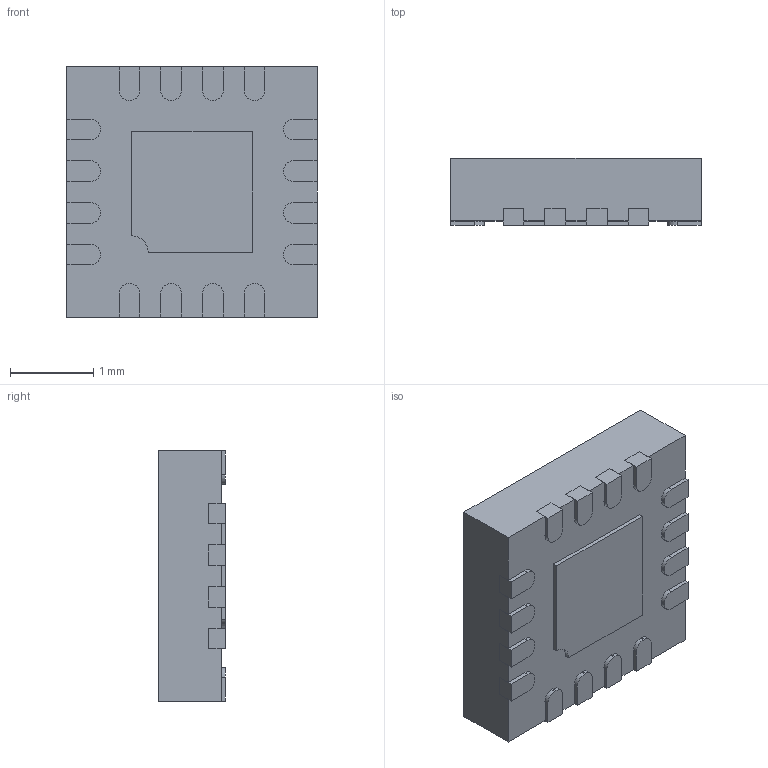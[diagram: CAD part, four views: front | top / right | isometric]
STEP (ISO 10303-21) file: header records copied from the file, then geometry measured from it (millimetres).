
FILE_DESCRIPTION (( 'STEP AP214' ), '1' );
FILE_NAME ('LT3482IUD#PBF.STEP', '2022-08-06T09:28:40', ( '' ), ( '' ), 'SwSTEP 2.0', 'SolidWorks 2017', '' );
FILE_SCHEMA (( 'AUTOMOTIVE_DESIGN' ));
Length unit declared in the file: millimetre
Products named in the file (1): LT3482IUD#PBF
Bounding box: 3 x 0.8 x 3 mm (x, y, z)
Volume: 6.9 mm3; surface area: 41.9 mm2
Topology: 19 solids, 19 shells, 248 faces, 624 edges, 416 vertices
Faces by surface type: plane 180, cylinder 68
Full cylindrical faces by diameter (mm): 0.25 x2
Entity records: 7590 total; most frequent: CARTESIAN_POINT 1287, DIRECTION 1256, ORIENTED_EDGE 1244, EDGE_CURVE 622, VECTOR 486, LINE 486, VERTEX_POINT 416, AXIS2_PLACEMENT_3D 385
